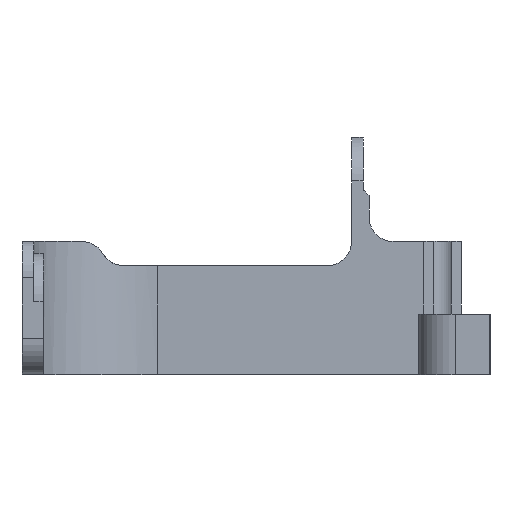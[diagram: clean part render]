
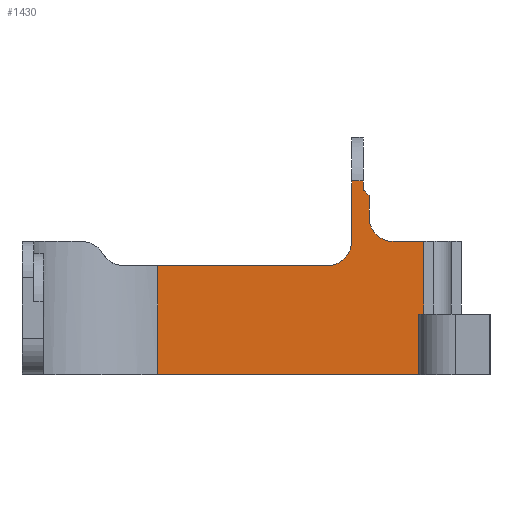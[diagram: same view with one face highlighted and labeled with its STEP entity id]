
A CAD part, left-side view. The second image highlights one B-rep face of the part: STEP entity #1430.
In plain terms, the highlighted planar face has unit normal (-1, 0, 0).
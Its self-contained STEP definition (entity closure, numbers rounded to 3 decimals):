
#292 = VERTEX_POINT('',#293);
#293 = CARTESIAN_POINT('',(-12.3,65.34,12.5));
#299 = EDGE_CURVE('',#300,#292,#302,.T.);
#300 = VERTEX_POINT('',#301);
#301 = CARTESIAN_POINT('',(-12.3,59.,12.5));
#302 = LINE('',#303,#304);
#303 = CARTESIAN_POINT('',(-12.3,59.,12.5));
#304 = VECTOR('',#305,1.);
#305 = DIRECTION('',(0.,1.,0.));
#540 = VERTEX_POINT('',#541);
#541 = CARTESIAN_POINT('',(-12.3,59.,-2.5));
#547 = EDGE_CURVE('',#540,#548,#550,.T.);
#548 = VERTEX_POINT('',#549);
#549 = CARTESIAN_POINT('',(-12.3,60.,-2.5));
#550 = LINE('',#551,#552);
#551 = CARTESIAN_POINT('',(-12.3,68.23,-2.5));
#552 = VECTOR('',#553,1.);
#553 = DIRECTION('',(-0.,1.,0.));
#853 = EDGE_CURVE('',#854,#856,#858,.T.);
#854 = VERTEX_POINT('',#855);
#855 = CARTESIAN_POINT('',(-12.3,114.,7.5));
#856 = VERTEX_POINT('',#857);
#857 = CARTESIAN_POINT('',(-12.3,78.9,7.5));
#858 = LINE('',#859,#860);
#859 = CARTESIAN_POINT('',(-12.3,84.,7.5));
#860 = VECTOR('',#861,1.);
#861 = DIRECTION('',(0.,-1.,0.));
#1118 = VERTEX_POINT('',#1119);
#1119 = CARTESIAN_POINT('',(-12.3,73.9,12.5));
#1125 = EDGE_CURVE('',#1118,#856,#1126,.T.);
#1126 = CIRCLE('',#1127,5.);
#1127 = AXIS2_PLACEMENT_3D('',#1128,#1129,#1130);
#1128 = CARTESIAN_POINT('',(-12.3,78.9,12.5));
#1129 = DIRECTION('',(1.,0.,0.));
#1130 = DIRECTION('',(0.,-1.,-0.));
#1160 = VERTEX_POINT('',#1161);
#1161 = CARTESIAN_POINT('',(-12.3,73.9,25.));
#1168 = EDGE_CURVE('',#1160,#1118,#1169,.T.);
#1169 = LINE('',#1170,#1171);
#1170 = CARTESIAN_POINT('',(-12.3,73.9,16.097));
#1171 = VECTOR('',#1172,1.);
#1172 = DIRECTION('',(0.,0.,-1.));
#1274 = VERTEX_POINT('',#1275);
#1275 = CARTESIAN_POINT('',(-12.3,71.5,25.));
#1282 = EDGE_CURVE('',#1274,#1283,#1285,.T.);
#1283 = VERTEX_POINT('',#1284);
#1284 = CARTESIAN_POINT('',(-12.3,71.5,23.));
#1285 = LINE('',#1286,#1287);
#1286 = CARTESIAN_POINT('',(-12.3,71.5,43.));
#1287 = VECTOR('',#1288,1.);
#1288 = DIRECTION('',(0.,0.,-1.));
#1410 = VERTEX_POINT('',#1411);
#1411 = CARTESIAN_POINT('',(-12.3,70.3,17.5));
#1419 = EDGE_CURVE('',#292,#1410,#1420,.T.);
#1420 = CIRCLE('',#1421,5.);
#1421 = AXIS2_PLACEMENT_3D('',#1422,#1423,#1424);
#1422 = CARTESIAN_POINT('',(-12.3,65.3,17.5));
#1423 = DIRECTION('',(1.,0.,0.));
#1424 = DIRECTION('',(0.,-1.,-0.));
#1430 = ADVANCED_FACE('',(#1431),#1496,.T.);
#1431 = FACE_BOUND('',#1432,.T.);
#1432 = EDGE_LOOP('',(#1433,#1441,#1442,#1448,#1449,#1450,#1451,#1459,
    #1467,#1473,#1474,#1480,#1481,#1482,#1490));
#1433 = ORIENTED_EDGE('',*,*,#1434,.F.);
#1434 = EDGE_CURVE('',#1283,#1435,#1437,.T.);
#1435 = VERTEX_POINT('',#1436);
#1436 = CARTESIAN_POINT('',(-12.3,71.3,23.));
#1437 = LINE('',#1438,#1439);
#1438 = CARTESIAN_POINT('',(-12.3,71.5,23.));
#1439 = VECTOR('',#1440,1.);
#1440 = DIRECTION('',(0.,-1.,0.));
#1441 = ORIENTED_EDGE('',*,*,#1282,.F.);
#1442 = ORIENTED_EDGE('',*,*,#1443,.F.);
#1443 = EDGE_CURVE('',#1160,#1274,#1444,.T.);
#1444 = LINE('',#1445,#1446);
#1445 = CARTESIAN_POINT('',(-12.3,76.,25.));
#1446 = VECTOR('',#1447,1.);
#1447 = DIRECTION('',(0.,-1.,0.));
#1448 = ORIENTED_EDGE('',*,*,#1168,.T.);
#1449 = ORIENTED_EDGE('',*,*,#1125,.T.);
#1450 = ORIENTED_EDGE('',*,*,#853,.F.);
#1451 = ORIENTED_EDGE('',*,*,#1452,.T.);
#1452 = EDGE_CURVE('',#854,#1453,#1455,.T.);
#1453 = VERTEX_POINT('',#1454);
#1454 = CARTESIAN_POINT('',(-12.3,114.,-15.));
#1455 = LINE('',#1456,#1457);
#1456 = CARTESIAN_POINT('',(-12.3,114.,12.5));
#1457 = VECTOR('',#1458,1.);
#1458 = DIRECTION('',(0.,0.,-1.));
#1459 = ORIENTED_EDGE('',*,*,#1460,.F.);
#1460 = EDGE_CURVE('',#1461,#1453,#1463,.T.);
#1461 = VERTEX_POINT('',#1462);
#1462 = CARTESIAN_POINT('',(-12.3,60.,-15.));
#1463 = LINE('',#1464,#1465);
#1464 = CARTESIAN_POINT('',(-12.3,71.,-15.));
#1465 = VECTOR('',#1466,1.);
#1466 = DIRECTION('',(0.,1.,0.));
#1467 = ORIENTED_EDGE('',*,*,#1468,.F.);
#1468 = EDGE_CURVE('',#548,#1461,#1469,.T.);
#1469 = LINE('',#1470,#1471);
#1470 = CARTESIAN_POINT('',(-12.3,60.,-8.125));
#1471 = VECTOR('',#1472,1.);
#1472 = DIRECTION('',(0.,0.,-1.));
#1473 = ORIENTED_EDGE('',*,*,#547,.F.);
#1474 = ORIENTED_EDGE('',*,*,#1475,.F.);
#1475 = EDGE_CURVE('',#300,#540,#1476,.T.);
#1476 = LINE('',#1477,#1478);
#1477 = CARTESIAN_POINT('',(-12.3,59.,12.5));
#1478 = VECTOR('',#1479,1.);
#1479 = DIRECTION('',(0.,0.,-1.));
#1480 = ORIENTED_EDGE('',*,*,#299,.T.);
#1481 = ORIENTED_EDGE('',*,*,#1419,.T.);
#1482 = ORIENTED_EDGE('',*,*,#1483,.F.);
#1483 = EDGE_CURVE('',#1484,#1410,#1486,.T.);
#1484 = VERTEX_POINT('',#1485);
#1485 = CARTESIAN_POINT('',(-12.3,70.3,22.));
#1486 = LINE('',#1487,#1488);
#1487 = CARTESIAN_POINT('',(-12.3,70.3,16.097));
#1488 = VECTOR('',#1489,1.);
#1489 = DIRECTION('',(0.,0.,-1.));
#1490 = ORIENTED_EDGE('',*,*,#1491,.F.);
#1491 = EDGE_CURVE('',#1435,#1484,#1492,.T.);
#1492 = LINE('',#1493,#1494);
#1493 = CARTESIAN_POINT('',(-12.3,69.024,20.724));
#1494 = VECTOR('',#1495,1.);
#1495 = DIRECTION('',(0.,-0.707,-0.707
    ));
#1496 = PLANE('',#1497);
#1497 = AXIS2_PLACEMENT_3D('',#1498,#1499,#1500);
#1498 = CARTESIAN_POINT('',(-12.3,83.95,0.341));
#1499 = DIRECTION('',(-1.,0.,0.));
#1500 = DIRECTION('',(0.,0.,-1.));
